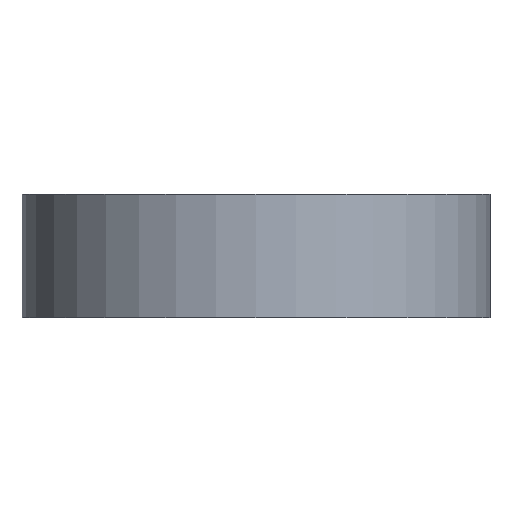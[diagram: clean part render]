
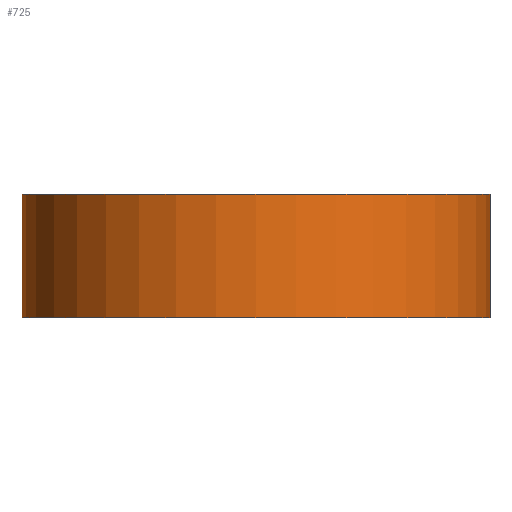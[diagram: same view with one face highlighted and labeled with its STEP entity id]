
A CAD part, left-side view. The second image highlights one B-rep face of the part: STEP entity #725.
In plain terms, the highlighted cylindrical face has radius 19 mm (diameter 38 mm), a partial arc.
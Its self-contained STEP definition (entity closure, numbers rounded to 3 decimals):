
#162 = VERTEX_POINT('',#163);
#163 = CARTESIAN_POINT('',(18.675,3.5,0.));
#169 = EDGE_CURVE('',#162,#170,#172,.T.);
#170 = VERTEX_POINT('',#171);
#171 = CARTESIAN_POINT('',(18.675,-3.5,0.));
#172 = CIRCLE('',#173,19.);
#173 = AXIS2_PLACEMENT_3D('',#174,#175,#176);
#174 = CARTESIAN_POINT('',(0.,0.,0.));
#175 = DIRECTION('',(0.,0.,1.));
#176 = DIRECTION('',(1.,0.,0.));
#448 = VERTEX_POINT('',#449);
#449 = CARTESIAN_POINT('',(18.675,3.5,10.));
#455 = EDGE_CURVE('',#448,#456,#458,.T.);
#456 = VERTEX_POINT('',#457);
#457 = CARTESIAN_POINT('',(18.675,-3.5,10.));
#458 = CIRCLE('',#459,19.);
#459 = AXIS2_PLACEMENT_3D('',#460,#461,#462);
#460 = CARTESIAN_POINT('',(0.,0.,10.));
#461 = DIRECTION('',(0.,0.,1.));
#462 = DIRECTION('',(1.,0.,0.));
#711 = EDGE_CURVE('',#162,#448,#712,.T.);
#712 = LINE('',#713,#714);
#713 = CARTESIAN_POINT('',(18.675,3.5,0.));
#714 = VECTOR('',#715,1.);
#715 = DIRECTION('',(0.,0.,1.));
#725 = ADVANCED_FACE('',(#726),#737,.T.);
#726 = FACE_BOUND('',#727,.F.);
#727 = EDGE_LOOP('',(#728,#729,#730,#736));
#728 = ORIENTED_EDGE('',*,*,#711,.T.);
#729 = ORIENTED_EDGE('',*,*,#455,.T.);
#730 = ORIENTED_EDGE('',*,*,#731,.F.);
#731 = EDGE_CURVE('',#170,#456,#732,.T.);
#732 = LINE('',#733,#734);
#733 = CARTESIAN_POINT('',(18.675,-3.5,0.));
#734 = VECTOR('',#735,1.);
#735 = DIRECTION('',(0.,0.,1.));
#736 = ORIENTED_EDGE('',*,*,#169,.F.);
#737 = CYLINDRICAL_SURFACE('',#738,19.);
#738 = AXIS2_PLACEMENT_3D('',#739,#740,#741);
#739 = CARTESIAN_POINT('',(0.,0.,0.));
#740 = DIRECTION('',(-0.,-0.,-1.));
#741 = DIRECTION('',(1.,0.,0.));
